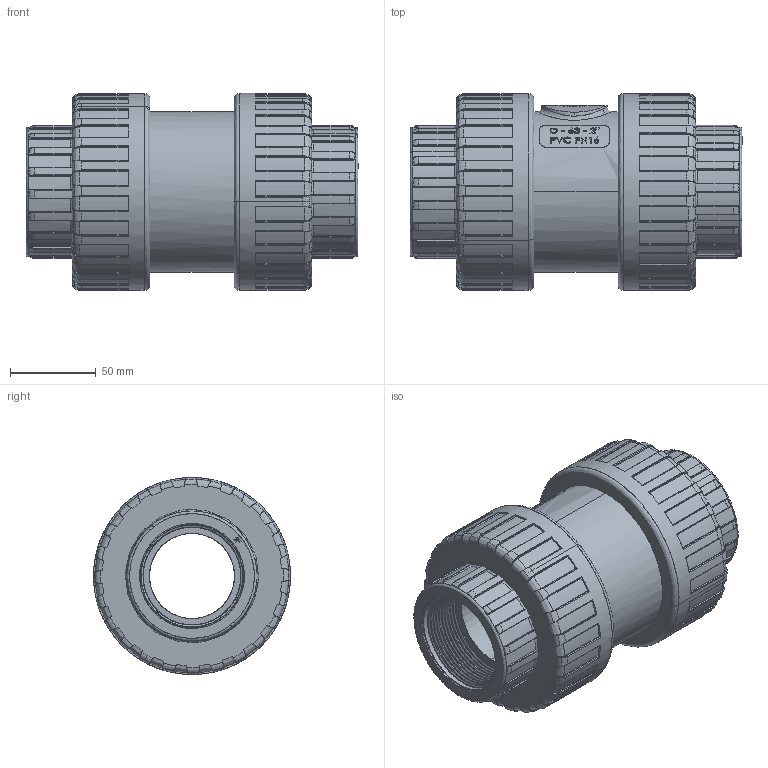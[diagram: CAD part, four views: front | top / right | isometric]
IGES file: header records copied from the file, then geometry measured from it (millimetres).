
Start section: SolidWorks IGES file using NURBS representation for surfaces
Global section: file name: 01611291200.IGS; native system: SolidWorks 2019; preprocessor: SolidWorks 2019; author: FGuedes; date: 200205.102550; units: millimetre
Bounding box: 193.24 x 114.69 x 114.69 mm (x, y, z)
Surface area: 121802.5 mm2 (no closed solid volume)
Topology: 0 solids, 0 shells, 1527 faces, 18416 edges, 18416 vertices
Faces by surface type: bspline 1527
